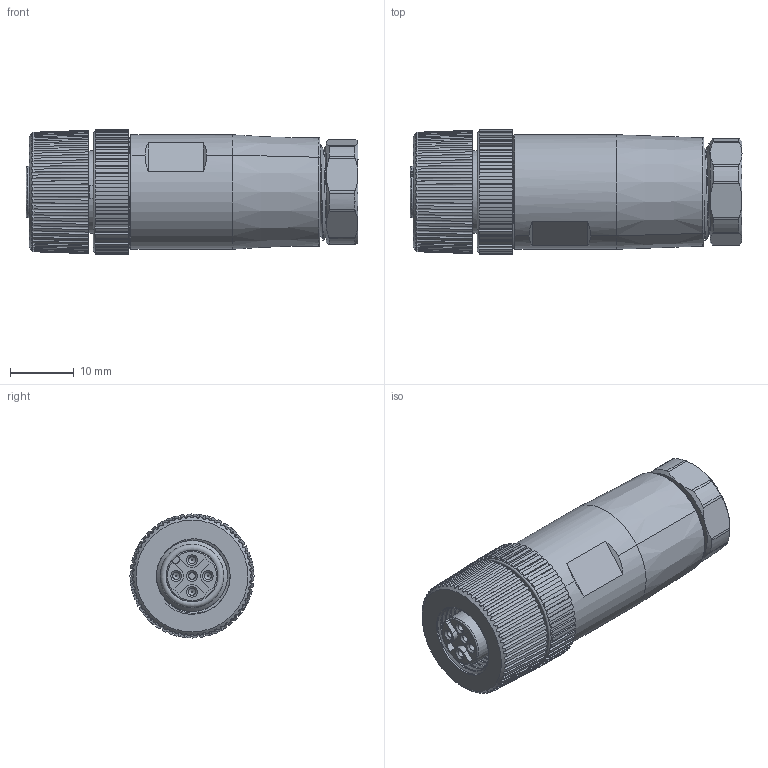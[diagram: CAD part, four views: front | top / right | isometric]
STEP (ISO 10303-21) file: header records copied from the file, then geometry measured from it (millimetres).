
FILE_DESCRIPTION(/* description */ (''),/* implementation_level */ '2;1');
FILE_NAME(/* name */ 'EK5111-0-9.stp',/* time_stamp */ '2023-02-17T11:17:36+08:00',/* author */ (''),/* organization */ (''),/* preprocessor_version */ 'ST-DEVELOPER v16',/* originating_system */ 'SIEMENS PLM Software NX 10.0',/* authorisation */ '');
FILE_SCHEMA (('AP203_CONFIGURATION_CONTROLLED_3D_DESIGN_OF_MECHANICAL_PARTS_AND_ASSEMBLIES_MIM_LF { 1 0 10303 403 2 1 2}'));
Length unit declared in the file: millimetre
Products named in the file (1): dell43B0A39979bp
Bounding box: 52.2 x 19.5 x 19.5 mm (x, y, z)
Volume: 12299.7 mm3; surface area: 5158.4 mm2
Topology: 1 solids, 1 shells, 559 faces, 1511 edges, 968 vertices
Faces by surface type: plane 232, cylinder 222, cone 91, torus 7, bspline 7
Full cylindrical faces by diameter (mm): 1 x1, 1.1 x9, 1.58 x5, 10 x1, 11.2 x7, 13 x1
Entity records: 21796 total; most frequent: CARTESIAN_POINT 8338, ORIENTED_EDGE 2860, DIRECTION 2750, EDGE_CURVE 1430, AXIS2_PLACEMENT_3D 1093, VERTEX_POINT 929, EDGE_LOOP 601, LINE 564
